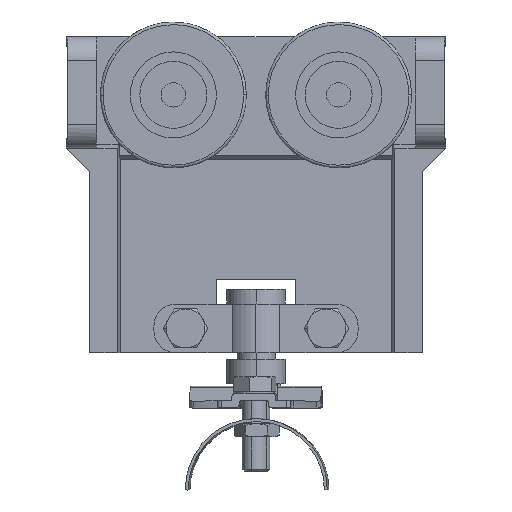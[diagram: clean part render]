
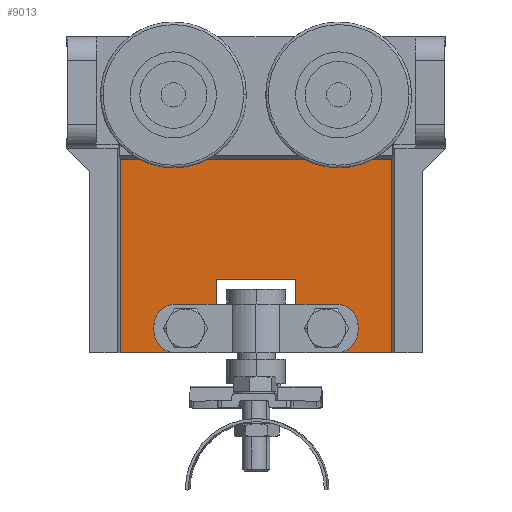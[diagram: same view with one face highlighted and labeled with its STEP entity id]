
A CAD part, top view. The second image highlights one B-rep face of the part: STEP entity #9013.
In plain terms, the highlighted planar face has unit normal (0, 0, 1).
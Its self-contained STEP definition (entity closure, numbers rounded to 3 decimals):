
#32 = DIRECTION ( 'NONE',  ( 1., 0., 0. ) ) ;
#79 = DIRECTION ( 'NONE',  ( -1., 0., 0. ) ) ;
#103 = DIRECTION ( 'NONE',  ( 1., 0., 0. ) ) ;
#358 = LINE ( 'NONE', #10834, #9361 ) ;
#451 = DIRECTION ( 'NONE',  ( 0., -1., 0. ) ) ;
#469 = EDGE_CURVE ( 'NONE', #14703, #12456, #3572, .T. ) ;
#915 = VECTOR ( 'NONE', #7270, 1000. ) ;
#1258 = LINE ( 'NONE', #8796, #20377 ) ;
#1267 = EDGE_CURVE ( 'NONE', #12456, #1677, #1258, .T. ) ;
#1632 = FACE_OUTER_BOUND ( 'NONE', #10023, .T. ) ;
#1677 = VERTEX_POINT ( 'NONE', #21989 ) ;
#2102 = EDGE_CURVE ( 'NONE', #3995, #20039, #6286, .T. ) ;
#2839 = CARTESIAN_POINT ( 'NONE',  ( -33.086, 15.281, -9.678 ) ) ;
#3054 = PLANE ( 'NONE',  #12891 ) ;
#3294 = CIRCLE ( 'NONE', #15446, 3. ) ;
#3387 = ORIENTED_EDGE ( 'NONE', *, *, #9038, .F. ) ;
#3464 = DIRECTION ( 'NONE',  ( 0., 0., -1. ) ) ;
#3572 = LINE ( 'NONE', #20409, #7801 ) ;
#3669 = ORIENTED_EDGE ( 'NONE', *, *, #20452, .F. ) ;
#3719 = ORIENTED_EDGE ( 'NONE', *, *, #16142, .F. ) ;
#3852 = LINE ( 'NONE', #14070, #21280 ) ;
#3992 = DIRECTION ( 'NONE',  ( 0., 1., 0. ) ) ;
#3995 = VERTEX_POINT ( 'NONE', #18715 ) ;
#4638 = DIRECTION ( 'NONE',  ( 1., 0., 0. ) ) ;
#4779 = CARTESIAN_POINT ( 'NONE',  ( -13.936, 10.281, -9.678 ) ) ;
#5039 = CARTESIAN_POINT ( 'NONE',  ( -1.086, 15.281, -9.678 ) ) ;
#5064 = ORIENTED_EDGE ( 'NONE', *, *, #23007, .F. ) ;
#5402 = CARTESIAN_POINT ( 'NONE',  ( 9.314, 10.281, -9.678 ) ) ;
#5818 = CARTESIAN_POINT ( 'NONE',  ( -46.486, 49.981, -9.678 ) ) ;
#5890 = EDGE_CURVE ( 'NONE', #19629, #15098, #15202, .T. ) ;
#6066 = EDGE_CURVE ( 'NONE', #22787, #20264, #20279, .T. ) ;
#6286 = CIRCLE ( 'NONE', #16620, 3. ) ;
#6395 = ORIENTED_EDGE ( 'NONE', *, *, #1267, .F. ) ;
#6626 = CARTESIAN_POINT ( 'NONE',  ( -23.236, 10.281, -9.678 ) ) ;
#6871 = CARTESIAN_POINT ( 'NONE',  ( 9.314, 49.981, -9.678 ) ) ;
#6926 = CARTESIAN_POINT ( 'NONE',  ( 9.314, 49.981, -9.678 ) ) ;
#6990 = DIRECTION ( 'NONE',  ( 0., 1., 0. ) ) ;
#7001 = FACE_BOUND ( 'NONE', #12224, .T. ) ;
#7039 = DIRECTION ( 'NONE',  ( 0., 0., 1. ) ) ;
#7270 = DIRECTION ( 'NONE',  ( 0., -1., 0. ) ) ;
#7801 = VECTOR ( 'NONE', #11418, 1000. ) ;
#7979 = ORIENTED_EDGE ( 'NONE', *, *, #5890, .F. ) ;
#8109 = LINE ( 'NONE', #21528, #17060 ) ;
#8116 = LINE ( 'NONE', #22349, #17072 ) ;
#8414 = LINE ( 'NONE', #10334, #8992 ) ;
#8796 = CARTESIAN_POINT ( 'NONE',  ( -10.436, 49.981, -9.678 ) ) ;
#8977 = DIRECTION ( 'NONE',  ( 0., 0., 1. ) ) ;
#8992 = VECTOR ( 'NONE', #17551, 1000. ) ;
#9013 = ADVANCED_FACE ( 'NONE', ( #7001, #11152, #1632 ), #3054, .F. ) ;
#9038 = EDGE_CURVE ( 'NONE', #14017, #14528, #10617, .T. ) ;
#9053 = ORIENTED_EDGE ( 'NONE', *, *, #21464, .F. ) ;
#9072 = CARTESIAN_POINT ( 'NONE',  ( -23.236, 20.281, -9.678 ) ) ;
#9361 = VECTOR ( 'NONE', #12623, 1000. ) ;
#9765 = ORIENTED_EDGE ( 'NONE', *, *, #22225, .F. ) ;
#9778 = VECTOR ( 'NONE', #451, 1000. ) ;
#9907 = LINE ( 'NONE', #16182, #915 ) ;
#10023 = EDGE_LOOP ( 'NONE', ( #16495, #3719, #9765, #13221, #12738, #9053, #6395, #14858, #19287, #5064, #7979, #12161 ) ) ;
#10334 = CARTESIAN_POINT ( 'NONE',  ( -51.586, 25.281, -9.678 ) ) ;
#10349 = LINE ( 'NONE', #12980, #9778 ) ;
#10617 = CIRCLE ( 'NONE', #16510, 3. ) ;
#10727 = VECTOR ( 'NONE', #3992, 1000. ) ;
#10834 = CARTESIAN_POINT ( 'NONE',  ( -51.586, 20.281, -9.678 ) ) ;
#10837 = DIRECTION ( 'NONE',  ( 0., 0., 1. ) ) ;
#10854 = VERTEX_POINT ( 'NONE', #6626 ) ;
#11152 = FACE_BOUND ( 'NONE', #16617, .T. ) ;
#11418 = DIRECTION ( 'NONE',  ( 1., 0., 0. ) ) ;
#11775 = CARTESIAN_POINT ( 'NONE',  ( -30.086, 15.281, -9.678 ) ) ;
#12054 = CARTESIAN_POINT ( 'NONE',  ( -51.586, 49.981, -9.678 ) ) ;
#12161 = ORIENTED_EDGE ( 'NONE', *, *, #19270, .F. ) ;
#12224 = EDGE_LOOP ( 'NONE', ( #3669, #22896 ) ) ;
#12456 = VERTEX_POINT ( 'NONE', #22601 ) ;
#12591 = EDGE_CURVE ( 'NONE', #12821, #15585, #9907, .T. ) ;
#12595 = EDGE_CURVE ( 'NONE', #15585, #12978, #358, .T. ) ;
#12623 = DIRECTION ( 'NONE',  ( 1., 0., 0. ) ) ;
#12738 = ORIENTED_EDGE ( 'NONE', *, *, #12591, .F. ) ;
#12821 = VERTEX_POINT ( 'NONE', #22853 ) ;
#12891 = AXIS2_PLACEMENT_3D ( 'NONE', #12054, #3464, #16017 ) ;
#12978 = VERTEX_POINT ( 'NONE', #9072 ) ;
#12980 = CARTESIAN_POINT ( 'NONE',  ( -23.236, 49.981, -9.678 ) ) ;
#13221 = ORIENTED_EDGE ( 'NONE', *, *, #12595, .F. ) ;
#13494 = CARTESIAN_POINT ( 'NONE',  ( -13.936, 20.281, -9.678 ) ) ;
#14017 = VERTEX_POINT ( 'NONE', #5039 ) ;
#14070 = CARTESIAN_POINT ( 'NONE',  ( -51.586, 10.281, -9.678 ) ) ;
#14311 = CARTESIAN_POINT ( 'NONE',  ( -46.486, 49.981, -9.678 ) ) ;
#14528 = VERTEX_POINT ( 'NONE', #18248 ) ;
#14701 = ORIENTED_EDGE ( 'NONE', *, *, #19188, .F. ) ;
#14703 = VERTEX_POINT ( 'NONE', #13494 ) ;
#14858 = ORIENTED_EDGE ( 'NONE', *, *, #469, .F. ) ;
#15098 = VERTEX_POINT ( 'NONE', #5402 ) ;
#15202 = LINE ( 'NONE', #6871, #18870 ) ;
#15374 = DIRECTION ( 'NONE',  ( 0., 0., 1. ) ) ;
#15446 = AXIS2_PLACEMENT_3D ( 'NONE', #2839, #15374, #4638 ) ;
#15585 = VERTEX_POINT ( 'NONE', #19653 ) ;
#15790 = DIRECTION ( 'NONE',  ( 0., -1., 0. ) ) ;
#16017 = DIRECTION ( 'NONE',  ( -1., 0., 0. ) ) ;
#16142 = EDGE_CURVE ( 'NONE', #10854, #22787, #17731, .T. ) ;
#16182 = CARTESIAN_POINT ( 'NONE',  ( -26.736, 49.981, -9.678 ) ) ;
#16495 = ORIENTED_EDGE ( 'NONE', *, *, #6066, .F. ) ;
#16510 = AXIS2_PLACEMENT_3D ( 'NONE', #19717, #8977, #21509 ) ;
#16617 = EDGE_LOOP ( 'NONE', ( #3387, #14701 ) ) ;
#16620 = AXIS2_PLACEMENT_3D ( 'NONE', #21599, #10837, #103 ) ;
#16818 = CARTESIAN_POINT ( 'NONE',  ( -46.486, 10.281, -9.678 ) ) ;
#17022 = DIRECTION ( 'NONE',  ( 0., 1., 0. ) ) ;
#17060 = VECTOR ( 'NONE', #32, 1000. ) ;
#17072 = VECTOR ( 'NONE', #17022, 1000. ) ;
#17551 = DIRECTION ( 'NONE',  ( -1., 0., 0. ) ) ;
#17731 = LINE ( 'NONE', #19785, #21925 ) ;
#17762 = CARTESIAN_POINT ( 'NONE',  ( -4.086, 15.281, -9.678 ) ) ;
#18248 = CARTESIAN_POINT ( 'NONE',  ( -7.086, 15.281, -9.678 ) ) ;
#18715 = CARTESIAN_POINT ( 'NONE',  ( -36.086, 15.281, -9.678 ) ) ;
#18870 = VECTOR ( 'NONE', #15790, 1000. ) ;
#19188 = EDGE_CURVE ( 'NONE', #14528, #14017, #19345, .T. ) ;
#19270 = EDGE_CURVE ( 'NONE', #20264, #19629, #8109, .T. ) ;
#19287 = ORIENTED_EDGE ( 'NONE', *, *, #21789, .F. ) ;
#19345 = CIRCLE ( 'NONE', #20552, 3. ) ;
#19514 = DIRECTION ( 'NONE',  ( -1., 0., 0. ) ) ;
#19577 = DIRECTION ( 'NONE',  ( 1., 0., 0. ) ) ;
#19629 = VERTEX_POINT ( 'NONE', #6926 ) ;
#19653 = CARTESIAN_POINT ( 'NONE',  ( -26.736, 20.281, -9.678 ) ) ;
#19717 = CARTESIAN_POINT ( 'NONE',  ( -4.086, 15.281, -9.678 ) ) ;
#19785 = CARTESIAN_POINT ( 'NONE',  ( -51.586, 10.281, -9.678 ) ) ;
#20039 = VERTEX_POINT ( 'NONE', #11775 ) ;
#20264 = VERTEX_POINT ( 'NONE', #14311 ) ;
#20279 = LINE ( 'NONE', #5818, #10727 ) ;
#20377 = VECTOR ( 'NONE', #6990, 1000. ) ;
#20409 = CARTESIAN_POINT ( 'NONE',  ( -51.586, 20.281, -9.678 ) ) ;
#20452 = EDGE_CURVE ( 'NONE', #20039, #3995, #3294, .T. ) ;
#20552 = AXIS2_PLACEMENT_3D ( 'NONE', #17762, #7039, #19577 ) ;
#20968 = VERTEX_POINT ( 'NONE', #4779 ) ;
#21280 = VECTOR ( 'NONE', #19514, 1000. ) ;
#21464 = EDGE_CURVE ( 'NONE', #1677, #12821, #8414, .T. ) ;
#21509 = DIRECTION ( 'NONE',  ( 1., 0., 0. ) ) ;
#21528 = CARTESIAN_POINT ( 'NONE',  ( -51.586, 49.981, -9.678 ) ) ;
#21599 = CARTESIAN_POINT ( 'NONE',  ( -33.086, 15.281, -9.678 ) ) ;
#21789 = EDGE_CURVE ( 'NONE', #20968, #14703, #8116, .T. ) ;
#21925 = VECTOR ( 'NONE', #79, 1000. ) ;
#21989 = CARTESIAN_POINT ( 'NONE',  ( -10.436, 25.281, -9.678 ) ) ;
#22225 = EDGE_CURVE ( 'NONE', #12978, #10854, #10349, .T. ) ;
#22349 = CARTESIAN_POINT ( 'NONE',  ( -13.936, 49.981, -9.678 ) ) ;
#22601 = CARTESIAN_POINT ( 'NONE',  ( -10.436, 20.281, -9.678 ) ) ;
#22787 = VERTEX_POINT ( 'NONE', #16818 ) ;
#22853 = CARTESIAN_POINT ( 'NONE',  ( -26.736, 25.281, -9.678 ) ) ;
#22896 = ORIENTED_EDGE ( 'NONE', *, *, #2102, .F. ) ;
#23007 = EDGE_CURVE ( 'NONE', #15098, #20968, #3852, .T. ) ;
